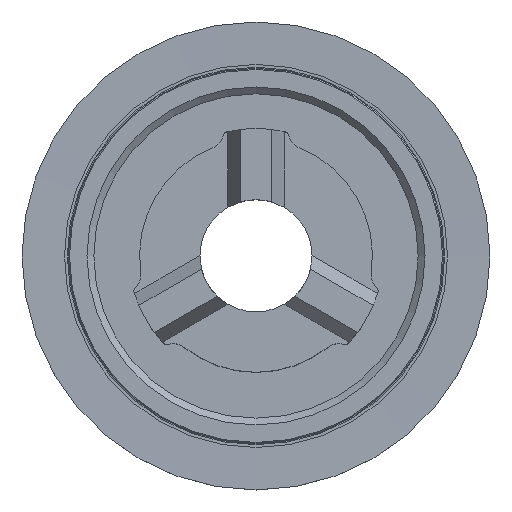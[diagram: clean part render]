
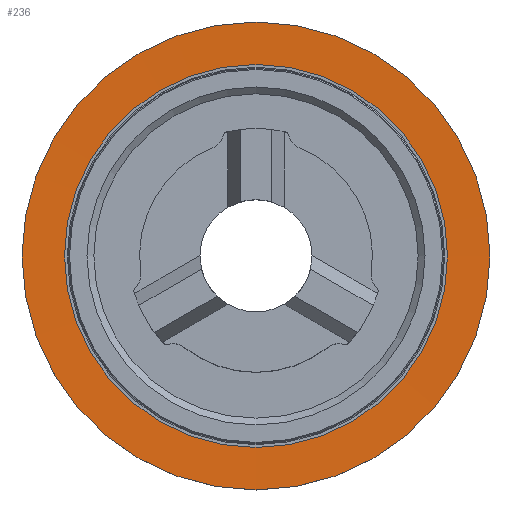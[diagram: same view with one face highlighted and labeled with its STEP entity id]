
A CAD part, top view. The second image highlights one B-rep face of the part: STEP entity #236.
In plain terms, the highlighted conical face has half-angle 89.1 degrees and reference radius 8.881 mm.
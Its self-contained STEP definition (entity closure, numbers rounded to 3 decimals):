
#76=CONICAL_SURFACE('',#985,8.881,89.1);
#236=ADVANCED_FACE('',(#285,#286),#76,.F.);
#285=FACE_BOUND('',#353,.T.);
#286=FACE_BOUND('',#354,.T.);
#353=EDGE_LOOP('',(#569));
#354=EDGE_LOOP('',(#570));
#569=ORIENTED_EDGE('',*,*,#759,.F.);
#570=ORIENTED_EDGE('',*,*,#760,.T.);
#651=VERTEX_POINT('',#1571);
#652=VERTEX_POINT('',#1573);
#759=EDGE_CURVE('',#651,#651,#825,.T.);
#760=EDGE_CURVE('',#652,#652,#826,.T.);
#825=CIRCLE('',#983,10.85);
#826=CIRCLE('',#984,8.881);
#983=AXIS2_PLACEMENT_3D('',#1570,#1238,#1239);
#984=AXIS2_PLACEMENT_3D('',#1572,#1240,#1241);
#985=AXIS2_PLACEMENT_3D('',#1574,#1242,#1243);
#1238=DIRECTION('',(0.,0.,-1.));
#1239=DIRECTION('',(-1.,0.,0.));
#1240=DIRECTION('',(0.,0.,-1.));
#1241=DIRECTION('',(-1.,0.,0.));
#1242=DIRECTION('',(0.,0.,1.));
#1243=DIRECTION('',(1.,0.,0.));
#1570=CARTESIAN_POINT('',(0.,0.,-4.66));
#1571=CARTESIAN_POINT('',(-10.85,0.,-4.66));
#1572=CARTESIAN_POINT('',(0.,0.,-4.691));
#1573=CARTESIAN_POINT('',(-8.881,0.,-4.691));
#1574=CARTESIAN_POINT('',(0.,0.,-4.691));
